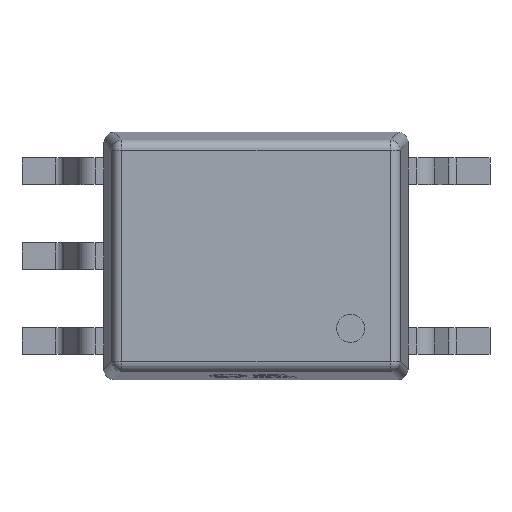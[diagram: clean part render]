
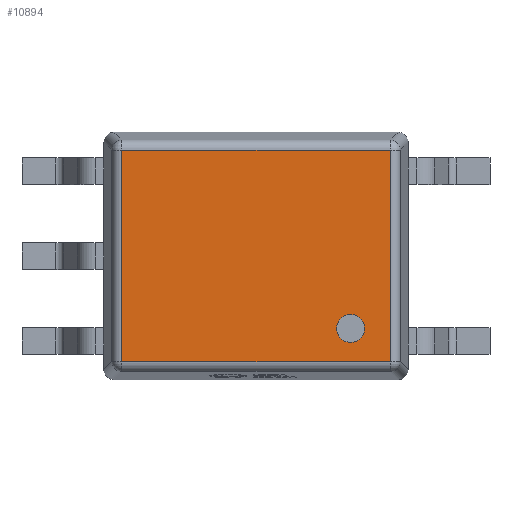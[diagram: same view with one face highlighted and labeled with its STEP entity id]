
A CAD part, top view. The second image highlights one B-rep face of the part: STEP entity #10894.
In plain terms, the highlighted planar face has unit normal (0, 0, 1).
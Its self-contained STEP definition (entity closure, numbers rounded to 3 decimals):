
#271 = VECTOR ( 'NONE', #11142, 1000. ) ;
#803 = ORIENTED_EDGE ( 'NONE', *, *, #13897, .T. ) ;
#975 = CARTESIAN_POINT ( 'NONE',  ( -2.008, -1.583, 2.2 ) ) ;
#1059 = LINE ( 'NONE', #8760, #4339 ) ;
#1229 = CARTESIAN_POINT ( 'NONE',  ( 1.624, -1.085, 2.2 ) ) ;
#1243 = DIRECTION ( 'NONE',  ( 0., 0., 1. ) ) ;
#2004 = DIRECTION ( 'NONE',  ( 0., 0., -1. ) ) ;
#2110 = ORIENTED_EDGE ( 'NONE', *, *, #6034, .T. ) ;
#2569 = CARTESIAN_POINT ( 'NONE',  ( 2.008, 1.583, 2.2 ) ) ;
#2710 = VERTEX_POINT ( 'NONE', #13945 ) ;
#2794 = CARTESIAN_POINT ( 'NONE',  ( -2.008, 1.583, 2.2 ) ) ;
#3216 = DIRECTION ( 'NONE',  ( 0., 1., 0. ) ) ;
#3279 = ORIENTED_EDGE ( 'NONE', *, *, #10058, .F. ) ;
#3436 = DIRECTION ( 'NONE',  ( -1., 0., 0. ) ) ;
#3468 = VERTEX_POINT ( 'NONE', #2794 ) ;
#4002 = CARTESIAN_POINT ( 'NONE',  ( 1.207, -1.085, 2.2 ) ) ;
#4150 = DIRECTION ( 'NONE',  ( 1., 0., 0. ) ) ;
#4339 = VECTOR ( 'NONE', #12536, 1000. ) ;
#4360 = EDGE_CURVE ( 'NONE', #2710, #12858, #6998, .T. ) ;
#4564 = DIRECTION ( 'NONE',  ( -1., 0., 0. ) ) ;
#5301 = CARTESIAN_POINT ( 'NONE',  ( 1.416, -1.085, 2.2 ) ) ;
#5377 = VERTEX_POINT ( 'NONE', #1229 ) ;
#6034 = EDGE_CURVE ( 'NONE', #9904, #2710, #10893, .T. ) ;
#6321 = ORIENTED_EDGE ( 'NONE', *, *, #9084, .T. ) ;
#6780 = EDGE_LOOP ( 'NONE', ( #11397, #803, #6321, #2110 ) ) ;
#6783 = CARTESIAN_POINT ( 'NONE',  ( 0., 0., 2.2 ) ) ;
#6958 = FACE_BOUND ( 'NONE', #14880, .T. ) ;
#6998 = LINE ( 'NONE', #8060, #9261 ) ;
#7651 = CARTESIAN_POINT ( 'NONE',  ( 1.416, -1.085, 2.2 ) ) ;
#8060 = CARTESIAN_POINT ( 'NONE',  ( 2.008, 1.713, 2.2 ) ) ;
#8246 = PLANE ( 'NONE',  #8307 ) ;
#8307 = AXIS2_PLACEMENT_3D ( 'NONE', #6783, #2004, #4564 ) ;
#8397 = VECTOR ( 'NONE', #3436, 1000. ) ;
#8590 = CARTESIAN_POINT ( 'NONE',  ( -2.138, 1.583, 2.2 ) ) ;
#8760 = CARTESIAN_POINT ( 'NONE',  ( -2.008, -1.713, 2.2 ) ) ;
#9084 = EDGE_CURVE ( 'NONE', #3468, #9904, #1059, .T. ) ;
#9183 = VERTEX_POINT ( 'NONE', #4002 ) ;
#9261 = VECTOR ( 'NONE', #3216, 1000. ) ;
#9753 = CARTESIAN_POINT ( 'NONE',  ( 2.138, -1.583, 2.2 ) ) ;
#9904 = VERTEX_POINT ( 'NONE', #975 ) ;
#10058 = EDGE_CURVE ( 'NONE', #9183, #5377, #16141, .T. ) ;
#10559 = EDGE_CURVE ( 'NONE', #5377, #9183, #15632, .T. ) ;
#10893 = LINE ( 'NONE', #9753, #271 ) ;
#10894 = ADVANCED_FACE ( 'NONE', ( #6958, #15573 ), #8246, .F. ) ;
#11142 = DIRECTION ( 'NONE',  ( 1., 0., 0. ) ) ;
#11394 = AXIS2_PLACEMENT_3D ( 'NONE', #5301, #14080, #4150 ) ;
#11397 = ORIENTED_EDGE ( 'NONE', *, *, #4360, .T. ) ;
#11412 = DIRECTION ( 'NONE',  ( 1., 0., 0. ) ) ;
#11679 = AXIS2_PLACEMENT_3D ( 'NONE', #7651, #1243, #11412 ) ;
#12536 = DIRECTION ( 'NONE',  ( 0., -1., 0. ) ) ;
#12858 = VERTEX_POINT ( 'NONE', #2569 ) ;
#13455 = LINE ( 'NONE', #8590, #8397 ) ;
#13897 = EDGE_CURVE ( 'NONE', #12858, #3468, #13455, .T. ) ;
#13945 = CARTESIAN_POINT ( 'NONE',  ( 2.008, -1.583, 2.2 ) ) ;
#14080 = DIRECTION ( 'NONE',  ( 0., 0., 1. ) ) ;
#14880 = EDGE_LOOP ( 'NONE', ( #15696, #3279 ) ) ;
#15573 = FACE_OUTER_BOUND ( 'NONE', #6780, .T. ) ;
#15632 = CIRCLE ( 'NONE', #11679, 0.209 ) ;
#15696 = ORIENTED_EDGE ( 'NONE', *, *, #10559, .F. ) ;
#16141 = CIRCLE ( 'NONE', #11394, 0.209 ) ;
